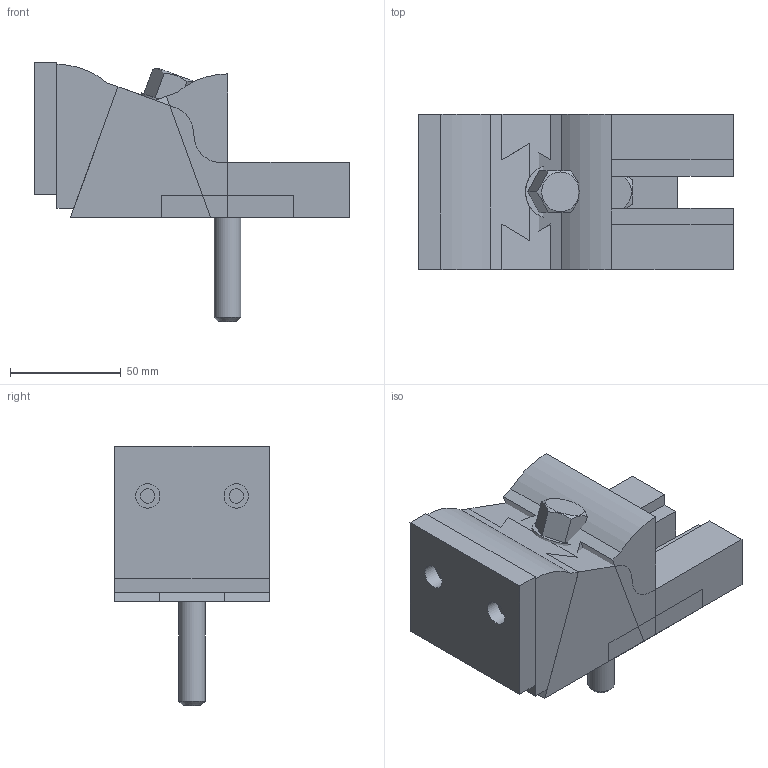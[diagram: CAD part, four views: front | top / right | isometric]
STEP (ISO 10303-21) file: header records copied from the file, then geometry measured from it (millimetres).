
FILE_DESCRIPTION( ( 'Unknown' ), '1' );
FILE_NAME( 'CP23-12140.stp', 'Unknown', ( 'Unknown' ), ( 'Unknown' ), 'XStep 1.0', 'Unknown', ' ' );
FILE_SCHEMA( ( 'CONFIG_CONTROL_DESIGN' ) );
Length unit declared in the file: millimetre
Products named in the file (5): Assem1; 1; 2; 3; 4
Bounding box: 142.07 x 70 x 117.29 mm (x, y, z)
Volume: 794747 mm3; surface area: 133716.7 mm2
Topology: 8 solids, 8 shells, 120 faces, 290 edges, 194 vertices
Faces by surface type: plane 94, cylinder 22, cone 4
Full cylindrical faces by diameter (mm): 6.5 x4, 11 x4, 12 x2, 24 x2
Entity records: 2020 total; most frequent: CARTESIAN_POINT 414, DIRECTION 282, ORIENTED_EDGE 268, EDGE_CURVE 134, LINE 102, VECTOR 102, VERTEX_POINT 94, AXIS2_PLACEMENT_3D 90
